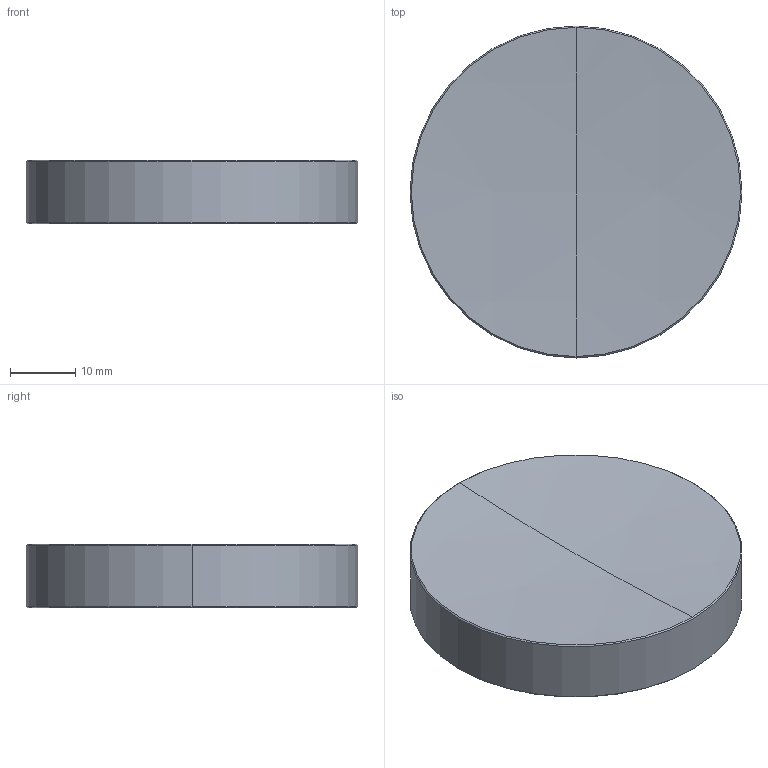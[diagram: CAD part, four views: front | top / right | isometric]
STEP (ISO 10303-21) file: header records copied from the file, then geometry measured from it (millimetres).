
FILE_DESCRIPTION (( 'STEP AP214' ), '1' );
FILE_NAME ('22663-E0W.STEP', '2011-07-14T15:40:36', ( 'Admin' ), ( '' ), 'SwSTEP 2.0', 'SolidWorks 2011', '' );
FILE_SCHEMA (( 'AUTOMOTIVE_DESIGN' ));
Length unit declared in the file: millimetre
Products named in the file (1): 22663-E0W
Bounding box: 50.8 x 50.8 x 9.79 mm (x, y, z)
Surface area: 5581.9 mm2 (no closed solid volume)
Topology: 0 solids, 32 shells, 44 faces, 512 edges, 501 vertices
Faces by surface type: plane 34, cone 4, bspline 2, cylinder 2, sphere 2
Entity records: 8732 total; most frequent: CARTESIAN_POINT 5228, ORIENTED_EDGE 534, EDGE_CURVE 512, VERTEX_POINT 501, DIRECTION 358, B_SPLINE_CURVE_WITH_KNOTS 252, VECTOR 248, LINE 248
